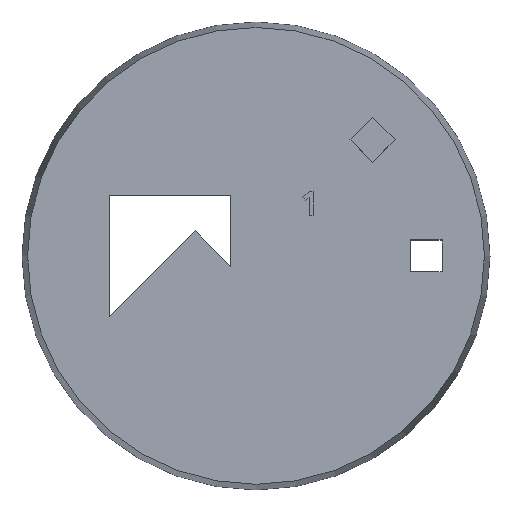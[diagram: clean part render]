
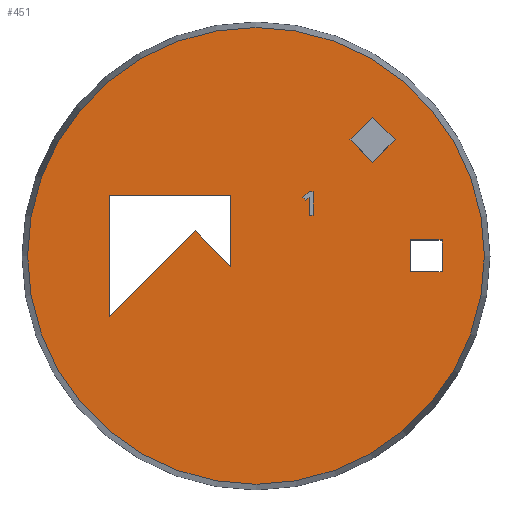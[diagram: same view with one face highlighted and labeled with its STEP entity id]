
A CAD part, top view. The second image highlights one B-rep face of the part: STEP entity #451.
In plain terms, the highlighted planar face has unit normal (0, 0, 1).
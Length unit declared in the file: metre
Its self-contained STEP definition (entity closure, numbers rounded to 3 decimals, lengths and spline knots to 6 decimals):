
#13=CIRCLE('',#490,0.0715);
#15=ORIENTED_EDGE('',*,*,#139,.F.);
#16=ORIENTED_EDGE('',*,*,#140,.F.);
#17=ORIENTED_EDGE('',*,*,#141,.F.);
#18=ORIENTED_EDGE('',*,*,#142,.F.);
#19=ORIENTED_EDGE('',*,*,#143,.F.);
#20=ORIENTED_EDGE('',*,*,#144,.F.);
#21=ORIENTED_EDGE('',*,*,#145,.F.);
#22=ORIENTED_EDGE('',*,*,#146,.F.);
#23=ORIENTED_EDGE('',*,*,#147,.F.);
#24=ORIENTED_EDGE('',*,*,#148,.F.);
#25=ORIENTED_EDGE('',*,*,#149,.T.);
#26=ORIENTED_EDGE('',*,*,#150,.F.);
#27=ORIENTED_EDGE('',*,*,#151,.F.);
#28=ORIENTED_EDGE('',*,*,#152,.T.);
#29=ORIENTED_EDGE('',*,*,#153,.T.);
#30=ORIENTED_EDGE('',*,*,#154,.T.);
#31=ORIENTED_EDGE('',*,*,#155,.T.);
#32=ORIENTED_EDGE('',*,*,#156,.T.);
#33=ORIENTED_EDGE('',*,*,#157,.T.);
#34=ORIENTED_EDGE('',*,*,#158,.T.);
#35=ORIENTED_EDGE('',*,*,#159,.T.);
#139=EDGE_CURVE('',#201,#202,#243,.T.);
#140=EDGE_CURVE('',#203,#201,#244,.T.);
#141=EDGE_CURVE('',#204,#203,#245,.T.);
#142=EDGE_CURVE('',#202,#204,#246,.T.);
#143=EDGE_CURVE('',#205,#206,#247,.T.);
#144=EDGE_CURVE('',#207,#205,#248,.T.);
#145=EDGE_CURVE('',#208,#207,#249,.T.);
#146=EDGE_CURVE('',#206,#208,#250,.T.);
#147=EDGE_CURVE('',#209,#210,#251,.T.);
#148=EDGE_CURVE('',#211,#209,#252,.T.);
#149=EDGE_CURVE('',#211,#212,#253,.T.);
#150=EDGE_CURVE('',#213,#212,#254,.T.);
#151=EDGE_CURVE('',#210,#213,#255,.T.);
#152=EDGE_CURVE('',#214,#214,#13,.T.);
#153=EDGE_CURVE('',#215,#216,#256,.T.);
#154=EDGE_CURVE('',#216,#217,#257,.T.);
#155=EDGE_CURVE('',#217,#218,#258,.T.);
#156=EDGE_CURVE('',#218,#219,#259,.T.);
#157=EDGE_CURVE('',#219,#220,#260,.T.);
#158=EDGE_CURVE('',#220,#221,#261,.T.);
#159=EDGE_CURVE('',#221,#215,#262,.T.);
#201=VERTEX_POINT('',#635);
#202=VERTEX_POINT('',#636);
#203=VERTEX_POINT('',#638);
#204=VERTEX_POINT('',#640);
#205=VERTEX_POINT('',#643);
#206=VERTEX_POINT('',#644);
#207=VERTEX_POINT('',#646);
#208=VERTEX_POINT('',#648);
#209=VERTEX_POINT('',#651);
#210=VERTEX_POINT('',#652);
#211=VERTEX_POINT('',#654);
#212=VERTEX_POINT('',#656);
#213=VERTEX_POINT('',#658);
#214=VERTEX_POINT('',#661);
#215=VERTEX_POINT('',#663);
#216=VERTEX_POINT('',#664);
#217=VERTEX_POINT('',#666);
#218=VERTEX_POINT('',#668);
#219=VERTEX_POINT('',#670);
#220=VERTEX_POINT('',#672);
#221=VERTEX_POINT('',#674);
#243=LINE('',#634,#303);
#244=LINE('',#637,#304);
#245=LINE('',#639,#305);
#246=LINE('',#641,#306);
#247=LINE('',#642,#307);
#248=LINE('',#645,#308);
#249=LINE('',#647,#309);
#250=LINE('',#649,#310);
#251=LINE('',#650,#311);
#252=LINE('',#653,#312);
#253=LINE('',#655,#313);
#254=LINE('',#657,#314);
#255=LINE('',#659,#315);
#256=LINE('',#662,#316);
#257=LINE('',#665,#317);
#258=LINE('',#667,#318);
#259=LINE('',#669,#319);
#260=LINE('',#671,#320);
#261=LINE('',#673,#321);
#262=LINE('',#675,#322);
#303=VECTOR('',#520,1.);
#304=VECTOR('',#521,1.);
#305=VECTOR('',#522,1.);
#306=VECTOR('',#523,1.);
#307=VECTOR('',#524,1.);
#308=VECTOR('',#525,1.);
#309=VECTOR('',#526,1.);
#310=VECTOR('',#527,1.);
#311=VECTOR('',#528,1.);
#312=VECTOR('',#529,1.);
#313=VECTOR('',#530,1.);
#314=VECTOR('',#531,1.);
#315=VECTOR('',#532,1.);
#316=VECTOR('',#535,1.);
#317=VECTOR('',#536,1.);
#318=VECTOR('',#537,1.);
#319=VECTOR('',#538,1.);
#320=VECTOR('',#539,1.);
#321=VECTOR('',#540,1.);
#322=VECTOR('',#541,1.);
#363=EDGE_LOOP('',(#15,#16,#17,#18));
#364=EDGE_LOOP('',(#19,#20,#21,#22));
#365=EDGE_LOOP('',(#23,#24,#25,#26,#27));
#366=EDGE_LOOP('',(#28));
#367=EDGE_LOOP('',(#29,#30,#31,#32,#33,#34,#35));
#395=FACE_BOUND('',#363,.T.);
#396=FACE_BOUND('',#364,.T.);
#397=FACE_BOUND('',#365,.T.);
#398=FACE_BOUND('',#366,.T.);
#399=FACE_BOUND('',#367,.T.);
#427=PLANE('',#489);
#451=ADVANCED_FACE('',(#395,#396,#397,#398,#399),#427,.T.);
#489=AXIS2_PLACEMENT_3D('',#633,#518,#519);
#490=AXIS2_PLACEMENT_3D('',#660,#533,#534);
#518=DIRECTION('',(0.,0.,1.));
#519=DIRECTION('',(1.,0.,0.));
#520=DIRECTION('',(-0.709,-0.706,0.));
#521=DIRECTION('',(-0.706,0.709,0.));
#522=DIRECTION('',(0.709,0.706,0.));
#523=DIRECTION('',(0.706,-0.709,0.));
#524=DIRECTION('',(0.,1.,0.));
#525=DIRECTION('',(1.,0.,0.));
#526=DIRECTION('',(0.,-1.,0.));
#527=DIRECTION('',(-1.,0.,0.));
#528=DIRECTION('',(0.706,-0.709,0.));
#529=DIRECTION('',(0.709,0.706,0.));
#530=DIRECTION('',(0.,1.,0.));
#531=DIRECTION('',(-1.,0.,0.));
#532=DIRECTION('',(0.,1.,0.));
#533=DIRECTION('',(0.,0.,1.));
#534=DIRECTION('',(1.,0.,0.));
#535=DIRECTION('',(0.,-1.,0.));
#536=DIRECTION('',(-1.,0.,0.));
#537=DIRECTION('',(0.,1.,0.));
#538=DIRECTION('',(-0.707,-0.707,0.));
#539=DIRECTION('',(-0.707,0.707,0.));
#540=DIRECTION('',(0.707,0.707,0.));
#541=DIRECTION('',(1.,0.,0.));
#633=CARTESIAN_POINT('',(0.,0.,0.04));
#634=CARTESIAN_POINT('',(0.032961,0.039886,0.04));
#635=CARTESIAN_POINT('',(0.036503,0.043415,0.04));
#636=CARTESIAN_POINT('',(0.029418,0.036358,0.04));
#637=CARTESIAN_POINT('',(0.040032,0.039872,0.04));
#638=CARTESIAN_POINT('',(0.04356,0.036329,0.04));
#639=CARTESIAN_POINT('',(0.040017,0.032801,0.04));
#640=CARTESIAN_POINT('',(0.036475,0.029272,0.04));
#641=CARTESIAN_POINT('',(0.032946,0.032815,0.04));
#642=CARTESIAN_POINT('',(0.05825,0.,0.04));
#643=CARTESIAN_POINT('',(0.05825,-0.005,0.04));
#644=CARTESIAN_POINT('',(0.05825,0.005,0.04));
#645=CARTESIAN_POINT('',(0.05325,-0.005,0.04));
#646=CARTESIAN_POINT('',(0.04825,-0.005,0.04));
#647=CARTESIAN_POINT('',(0.04825,0.,0.04));
#648=CARTESIAN_POINT('',(0.04825,0.005,0.04));
#649=CARTESIAN_POINT('',(0.05325,0.005,0.04));
#650=CARTESIAN_POINT('',(-0.013538,0.002256,0.04));
#651=CARTESIAN_POINT('',(-0.019076,0.007816,0.04));
#652=CARTESIAN_POINT('',(-0.008,-0.003304,0.04));
#653=CARTESIAN_POINT('',(-0.032538,-0.005592,0.04));
#654=CARTESIAN_POINT('',(-0.046,-0.019,0.04));
#655=CARTESIAN_POINT('',(-0.046,0.,0.04));
#656=CARTESIAN_POINT('',(-0.046,0.019,0.04));
#657=CARTESIAN_POINT('',(-0.027,0.019,0.04));
#658=CARTESIAN_POINT('',(-0.008,0.019,0.04));
#659=CARTESIAN_POINT('',(-0.008,0.007848,0.04));
#660=CARTESIAN_POINT('',(0.,0.,0.04));
#661=CARTESIAN_POINT('',(0.0715,0.,0.04));
#662=CARTESIAN_POINT('',(0.017844,0.016406,0.04));
#663=CARTESIAN_POINT('',(0.017844,0.020154,0.04));
#664=CARTESIAN_POINT('',(0.017844,0.012658,0.04));
#665=CARTESIAN_POINT('',(0.017224,0.012658,0.04));
#666=CARTESIAN_POINT('',(0.016603,0.012658,0.04));
#667=CARTESIAN_POINT('',(0.016603,0.015531,0.04));
#668=CARTESIAN_POINT('',(0.016603,0.018405,0.04));
#669=CARTESIAN_POINT('',(0.016089,0.017891,0.04));
#670=CARTESIAN_POINT('',(0.015576,0.017378,0.04));
#671=CARTESIAN_POINT('',(0.015138,0.017815,0.04));
#672=CARTESIAN_POINT('',(0.0147,0.018253,0.04));
#673=CARTESIAN_POINT('',(0.015651,0.019204,0.04));
#674=CARTESIAN_POINT('',(0.016603,0.020154,0.04));
#675=CARTESIAN_POINT('',(0.017224,0.020154,0.04));
